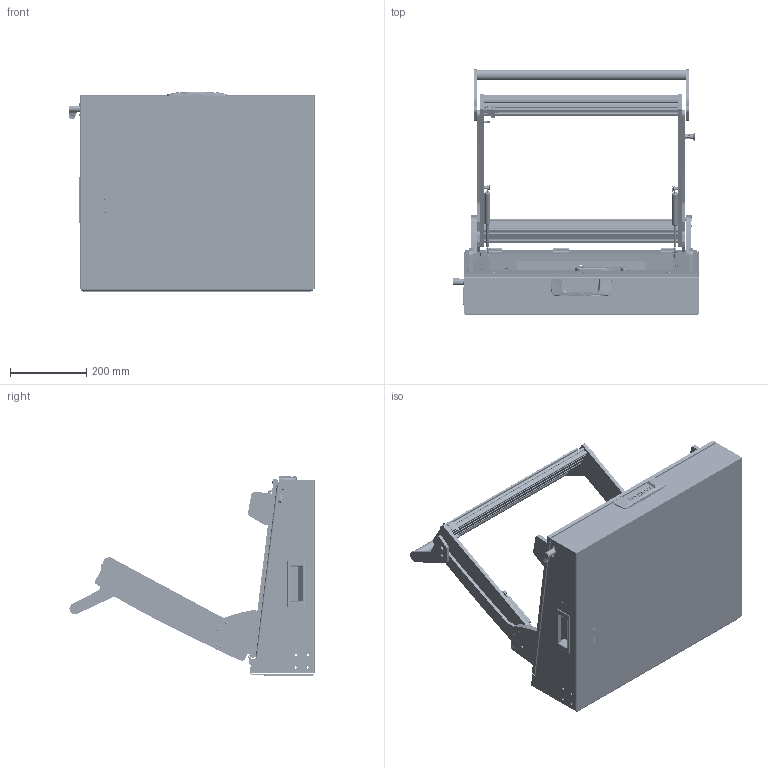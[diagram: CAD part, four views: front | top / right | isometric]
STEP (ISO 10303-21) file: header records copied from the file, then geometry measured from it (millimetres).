
FILE_DESCRIPTION (( 'STEP AP214' ), '1' );
FILE_NAME ('INGUN_42600_open.STEP', '2023-01-31T13:55:20', ( '' ), ( '' ), 'SwSTEP 2.0', 'SolidWorks 2021', '' );
FILE_SCHEMA (( 'AUTOMOTIVE_DESIGN' ));
Length unit declared in the file: millimetre
Products named in the file (107): 114566~0_S; 32724~1; 30984~0_S; 35334~0_S; 21332_02~0; DIN125~n_06,4 M06,0 Fase; 53734~1_KUNDE<S>; 32587~6_S; 32462~0_S; 30915~0; 32500~4_KUNDE offen ohne RW und GF<S>; DIN125~n_04,3 M04,0; K_02038~0; DIN912~n_M04,0x016; 30112~0; 31444~14_KUNDE<S>; 30758_02~0_S; 31788~1_flexibel<Standard>; 31442~5_mit Zentrierstifen <S>; 38001~13; 111995~1_S; ISO7380~n_M04,0x020; 21332_01~0; 110705~2_S; 32341~6_S; 53032~0_S; 2281~0; ISO7380~n_M05,0x030; 31253~0_S; 32333~12; 31446~15_KUNDE<S>; 30758_01~0_S; 8804~0; DIN6325~n_03,0m6x010; 110322~4_S; 3521~0_Spring Pin ISO 8752 - 3 x 16 - St; DIN6325~n_04,0m6x014; DIN7991~n_M05,0x016; DIN7991~n_M05,0x025; INGUN_42600_open ...
Assembly tree (219 placements, depth 7):
  INGUN_42600_open
    32500~4_KUNDE offen ohne RW und GF<S>
      32504~6_ohne RW und KF <S>
        32333~12
        21332~0_MA 2112<Standard>
          21332_02~0
          21332_01~0
        20902~0
        30758~0_S  x2
          30758_01~0_S
          30758_02~0_S
          38564~0
        53032~0_S
        32171~0_S
        32462~0_S
        29805~4_geschlossen<S>
          110322~4_S
          110705~2_S
          30984~0_S
          110231~1_S
          110443~0_S
          30112~0
          ISO7380~n_M05,0x030
          ISO7380~n_M04,0x008  x2
          DIN914~n_M04,0x05
        35334~0_S
        DIN7991~n_M05,0x012  x2
        DIN7991~n_M05,0x016
        DIN985-A2~n_M05,0  x3
        8804~0
        DIN125~n_05,3 M05,0 Fase  x2
      37790~9_KUNDE offen<S>
        109771~2_offen<S>
          38001~13
          37968~2_S
          37971~8_S
          37972~6_S
          2281~0_180ø<Standard>  x3
            2281~0
          32341~6_S
          53031~0_S
          35649~1_S
          35651~1_S
          31253~0_S
          30955~0_S
          30915~0
          ASR~asr_拱04,2x07x拌8  x2
          2528~0  x2
          31109~0
          37973~3_S
          38827~0_S
          31666~1_S
          114566~0_S  x2
            112087~1_S
              111995~1_S
              112086~2_S
              DIN125~n_05,3 M05,0 Fase
            49317~0
            DIN912~n_M04,0x016
            DIN125~n_04,3 M04,0
Bounding box: 647.5 x 642.9 x 525.82 mm (x, y, z)
Volume: 6313760.8 mm3; surface area: 3533476.5 mm2
Topology: 220 solids, 220 shells, 7083 faces, 17698 edges, 11336 vertices
Faces by surface type: cylinder 3022, plane 2838, cone 795, bspline 235, sphere 100, torus 93
Entity records: 163358 total; most frequent: CARTESIAN_POINT 36711, DIRECTION 25960, ORIENTED_EDGE 23836, EDGE_CURVE 11918, AXIS2_PLACEMENT_3D 9734, VERTEX_POINT 7743, VECTOR 6492, LINE 6492
